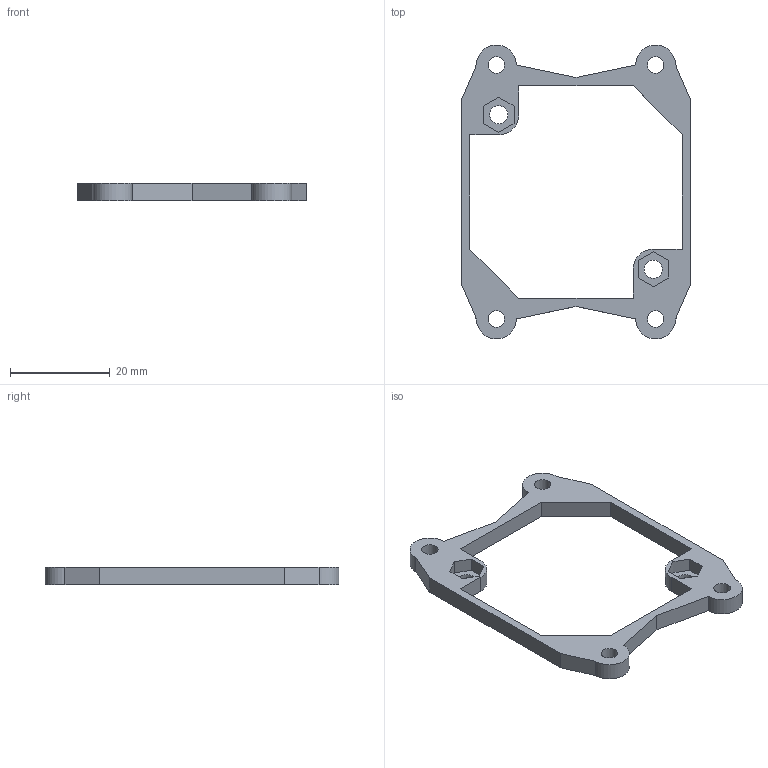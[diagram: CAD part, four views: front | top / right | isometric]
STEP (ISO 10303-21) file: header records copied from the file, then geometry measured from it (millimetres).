
FILE_DESCRIPTION(/* description */ (''),/* implementation_level */ '2;1');
FILE_NAME(/* name */ 'nema23_bracket.step',/* time_stamp */ '2020-03-12T19:45:30+01:00',/* author */ (''),/* organization */ (''),/* preprocessor_version */ 'ST-DEVELOPER v18',/* originating_system */ 'Autodesk Translation Framework v8.12.0.6',/* authorisation */ '');
FILE_SCHEMA (('AUTOMOTIVE_DESIGN { 1 0 10303 214 3 1 1 }'));
Length unit declared in the file: millimetre
Products named in the file (1): nema23_bracket_RevB
Bounding box: 45.98 x 59 x 3.5 mm (x, y, z)
Volume: 2516.8 mm3; surface area: 3043 mm2
Topology: 1 solids, 1 shells, 48 faces, 143 edges, 99 vertices
Faces by surface type: plane 36, cylinder 12
Full cylindrical faces by diameter (mm): 3.3 x4, 3.652 x2
Entity records: 1698 total; most frequent: CARTESIAN_POINT 291, ORIENTED_EDGE 286, DIRECTION 276, EDGE_CURVE 143, LINE 108, VECTOR 108, VERTEX_POINT 99, AXIS2_PLACEMENT_3D 84
